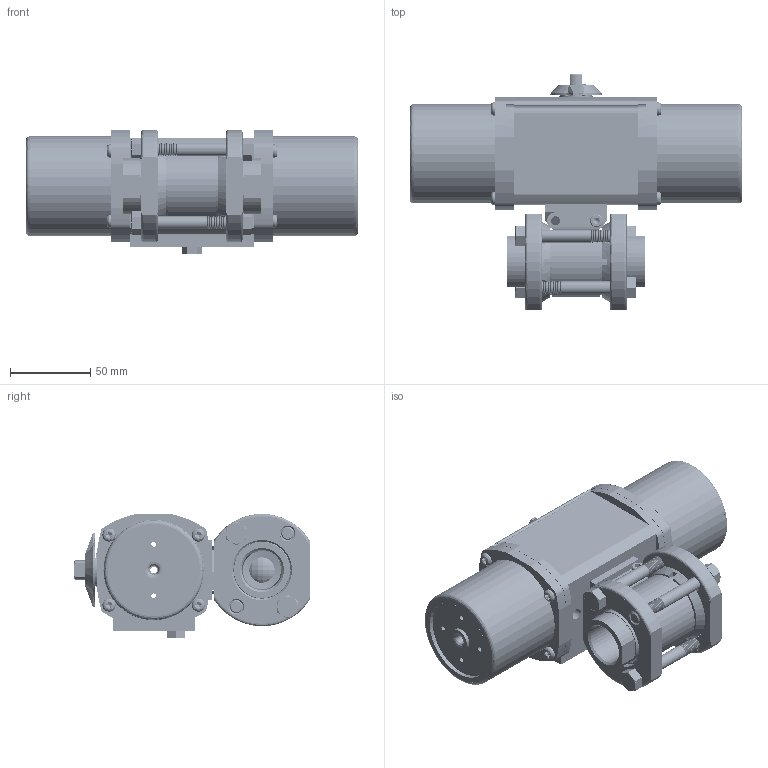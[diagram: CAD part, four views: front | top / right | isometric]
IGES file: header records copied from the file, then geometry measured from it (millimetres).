
Start section: SolidWorks IGES file using analytic representation for surfaces
Global section: file name: 26XXSESA512SR.igs; native system: SolidWorks 2017; preprocessor: SolidWorks 2017; author: ryanm; date: 180326.122111; units: inch
Bounding box: 206.38 x 146.65 x 77.22 mm (x, y, z)
Surface area: 229789.9 mm2 (no closed solid volume)
Topology: 0 solids, 0 shells, 3747 faces, 62921 edges, 62814 vertices
Faces by surface type: revolution 2961, bspline 786
